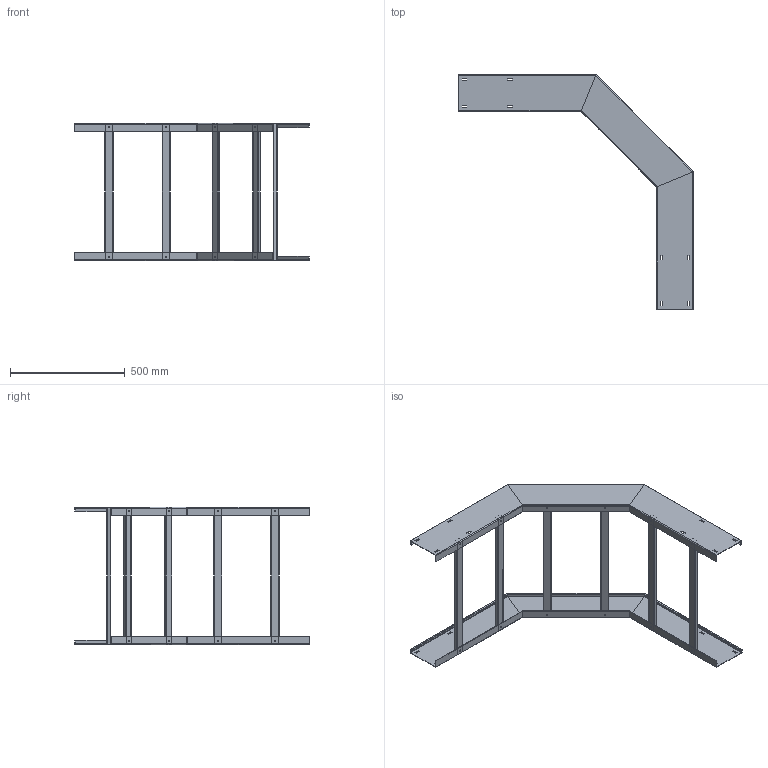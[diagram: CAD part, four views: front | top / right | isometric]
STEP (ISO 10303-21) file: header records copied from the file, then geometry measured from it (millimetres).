
FILE_DESCRIPTION((''),'2;1');
FILE_NAME('6230725_ASM','2013-01-10T',('AndreasKeweloh'),(''),'PRO/ENGINEER BY PARAMETRIC TECHNOLOGY CORPORATION, 2012230','PRO/ENGINEER BY PARAMETRIC TECHNOLOGY CORPORATION, 2012230','');
FILE_SCHEMA(('CONFIG_CONTROL_DESIGN'));
Length unit declared in the file: millimetre
Products named in the file (6): 6230725_SEITENHOLMT-1708; 6230725_SEITENHOLMT-1709; 6230725_SEITENHOLMT-1710; 6230725_SH_160_S_OHNE_KN_ASM; 6230768_SPRO; 6230725_ASM
Assembly tree (11 placements, depth 3):
  6230725_ASM
    6230725_SH_160_S_OHNE_KN_ASM  x2
      6230725_SEITENHOLMT-1708
      6230725_SEITENHOLMT-1709
      6230725_SEITENHOLMT-1710
    6230768_SPRO  x6
Bounding box: 1024.26 x 1024.26 x 600 mm (x, y, z)
Volume: 1831914.5 mm3; surface area: 1999458.2 mm2
Topology: 12 solids, 12 shells, 464 faces, 1176 edges, 736 vertices
Faces by surface type: plane 268, cylinder 172, bspline 24
Entity records: 6286 total; most frequent: CARTESIAN_POINT 1591, DIRECTION 944, ORIENTED_EDGE 936, EDGE_CURVE 468, VECTOR 320, LINE 320, AXIS2_PLACEMENT_3D 312, VERTEX_POINT 288
